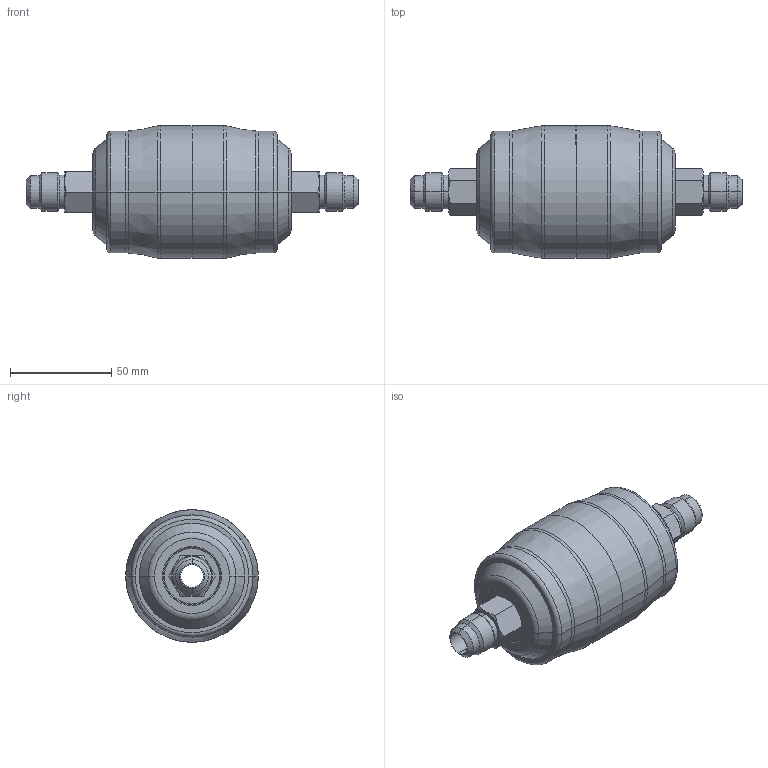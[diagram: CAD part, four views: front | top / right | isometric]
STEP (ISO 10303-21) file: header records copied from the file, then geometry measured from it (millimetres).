
FILE_DESCRIPTION (( 'STEP AP203' ), '1' );
FILE_NAME ('SDXB-084.STEP', '2024-01-23T08:16:02', ( '' ), ( '' ), 'SwSTEP 2.0', 'SolidWorks 2022', '' );
FILE_SCHEMA (( 'CONFIG_CONTROL_DESIGN' ));
Length unit declared in the file: millimetre
Products named in the file (4): 738-3000-084; 745-3000-084; 966-04-18-036; SDXB-084
Assembly tree (4 placements, depth 3):
  SDXB-084
    745-3000-084  x2
      738-3000-084
      966-04-18-036
Bounding box: 163.8 x 65.5 x 65.5 mm (x, y, z)
Volume: 42556.8 mm3; surface area: 53294.9 mm2
Topology: 4 solids, 4 shells, 196 faces, 400 edges, 228 vertices
Faces by surface type: torus 56, cone 56, cylinder 48, plane 36
Entity records: 3124 total; most frequent: CARTESIAN_POINT 564, DIRECTION 518, ORIENTED_EDGE 400, AXIS2_PLACEMENT_3D 236, EDGE_CURVE 200, CIRCLE 130, VERTEX_POINT 114, EDGE_LOOP 110
